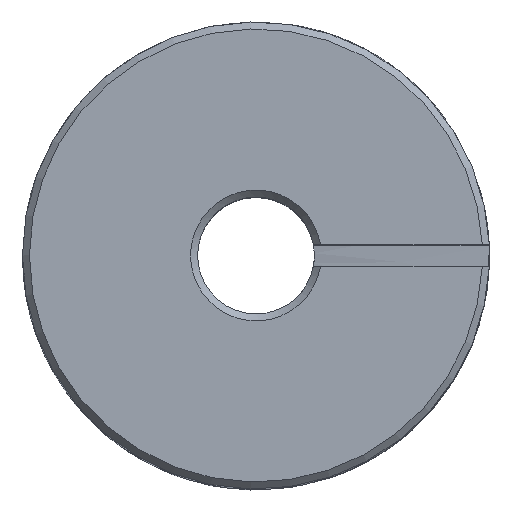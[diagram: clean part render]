
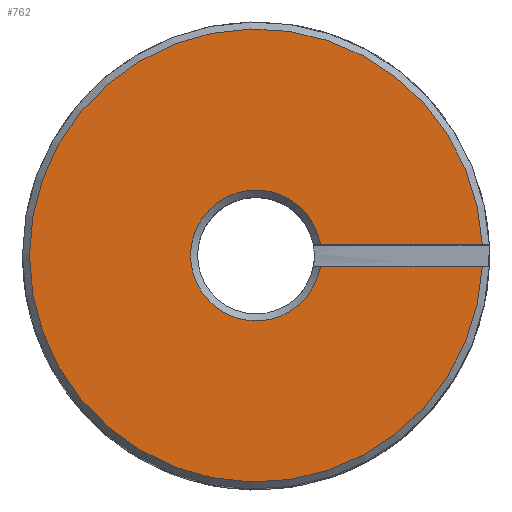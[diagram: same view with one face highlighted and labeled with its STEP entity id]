
A CAD part, top view. The second image highlights one B-rep face of the part: STEP entity #762.
In plain terms, the highlighted planar face has unit normal (0, 0, 1).
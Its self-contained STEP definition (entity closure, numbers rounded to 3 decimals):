
#24=PLANE('',#834);
#79=FACE_OUTER_BOUND('',#122,.T.);
#122=EDGE_LOOP('',(#618,#619,#620,#621));
#194=CIRCLE('',#835,2.8);
#195=CIRCLE('',#836,9.7);
#236=LINE('',#2463,#281);
#237=LINE('',#2467,#282);
#281=VECTOR('',#977,6.926);
#282=VECTOR('',#980,6.926);
#364=VERTEX_POINT('',#2461);
#365=VERTEX_POINT('',#2462);
#366=VERTEX_POINT('',#2464);
#367=VERTEX_POINT('',#2466);
#467=EDGE_CURVE('',#364,#365,#236,.T.);
#468=EDGE_CURVE('',#364,#366,#194,.F.);
#469=EDGE_CURVE('',#367,#366,#237,.T.);
#470=EDGE_CURVE('',#367,#365,#195,.T.);
#618=ORIENTED_EDGE('',*,*,#467,.F.);
#619=ORIENTED_EDGE('',*,*,#468,.T.);
#620=ORIENTED_EDGE('',*,*,#469,.F.);
#621=ORIENTED_EDGE('',*,*,#470,.T.);
#762=ADVANCED_FACE('',(#79),#24,.T.);
#834=AXIS2_PLACEMENT_3D('',#2460,#975,#976);
#835=AXIS2_PLACEMENT_3D('',#2465,#978,#979);
#836=AXIS2_PLACEMENT_3D('',#2468,#981,#982);
#975=DIRECTION('center_axis',(0.,0.,1.));
#976=DIRECTION('ref_axis',(1.,0.,0.));
#977=DIRECTION('',(1.,0.,0.));
#978=DIRECTION('center_axis',(0.,0.,1.));
#979=DIRECTION('ref_axis',(1.,0.,0.));
#980=DIRECTION('',(-1.,0.,0.));
#981=DIRECTION('center_axis',(0.,0.,1.));
#982=DIRECTION('ref_axis',(1.,0.,0.));
#2460=CARTESIAN_POINT('Origin',(0.,0.,0.));
#2461=CARTESIAN_POINT('',(2.764,-0.45,0.));
#2462=CARTESIAN_POINT('',(9.69,-0.45,0.));
#2463=CARTESIAN_POINT('',(2.764,-0.45,0.));
#2464=CARTESIAN_POINT('',(2.764,0.45,0.));
#2465=CARTESIAN_POINT('Origin',(0.,0.,0.));
#2466=CARTESIAN_POINT('',(9.69,0.45,0.));
#2467=CARTESIAN_POINT('',(9.69,0.45,0.));
#2468=CARTESIAN_POINT('Origin',(0.,0.,0.));
